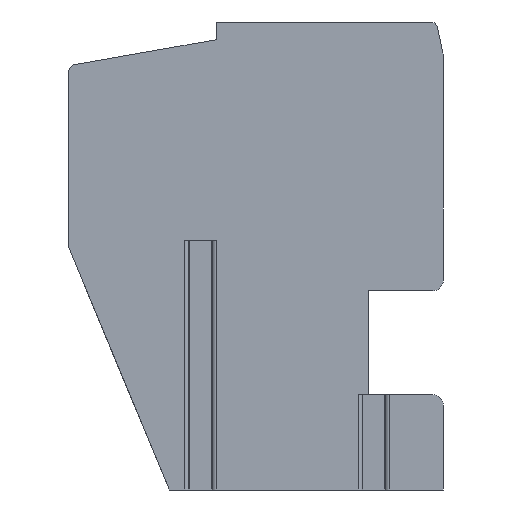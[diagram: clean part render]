
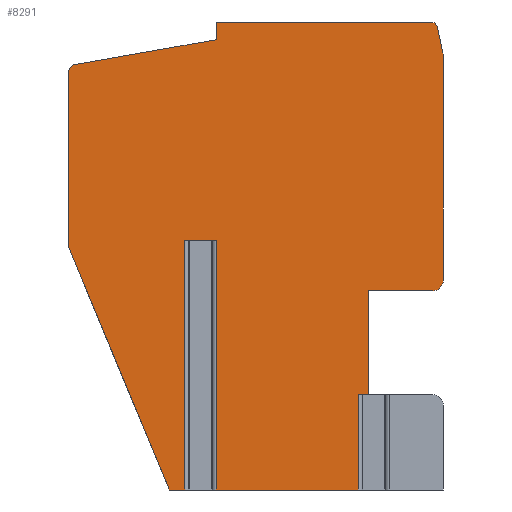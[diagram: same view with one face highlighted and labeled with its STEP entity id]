
A CAD part, left-side view. The second image highlights one B-rep face of the part: STEP entity #8291.
In plain terms, the highlighted planar face has unit normal (-1, 0, 0).
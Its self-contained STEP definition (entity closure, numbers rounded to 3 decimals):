
#18=DIRECTION('',(0.,0.,-1.));
#19=VECTOR('',#18,2.75);
#20=CARTESIAN_POINT('',(0.,-2.949,
-4.));
#21=LINE('',#20,#19);
#22=DIRECTION('',(0.,0.,-1.));
#23=VECTOR('',#22,7.2);
#24=CARTESIAN_POINT('',(0.,1.149,0.45));
#25=LINE('',#24,#23);
#26=DIRECTION('',(0.,1.,0.));
#27=VECTOR('',#26,0.901);
#28=CARTESIAN_POINT('',(0.,1.149,0.45));
#29=LINE('',#28,#27);
#30=DIRECTION('',(0.,0.,-1.));
#31=VECTOR('',#30,7.2);
#32=CARTESIAN_POINT('',(0.,2.05,0.45));
#33=LINE('',#32,#31);
#34=DIRECTION('',(0.,-0.383,-0.924));
#35=VECTOR('',#34,7.577);
#36=CARTESIAN_POINT('',(0.,5.4,0.25));
#37=LINE('',#36,#35);
#38=DIRECTION('',(0.,0.,1.));
#39=VECTOR('',#38,5.072);
#40=CARTESIAN_POINT('',(0.,5.4,0.25));
#41=LINE('',#40,#39);
#42=CARTESIAN_POINT('',(0.,5.2,5.322));
#43=DIRECTION('',(1.,0.,0.));
#44=DIRECTION('',(0.,1.,0.));
#45=AXIS2_PLACEMENT_3D('',#42,#43,#44);
#47=DIRECTION('',(0.,-0.985,0.174));
#48=VECTOR('',#47,4.148);
#49=CARTESIAN_POINT('',(0.,5.235,5.519));
#50=LINE('',#49,#48);
#51=DIRECTION('',(0.,0.,1.));
#52=VECTOR('',#51,0.511);
#53=CARTESIAN_POINT('',(0.,1.15,6.239));
#54=LINE('',#53,#52);
#55=DIRECTION('',(0.,-1.,0.));
#56=VECTOR('',#55,6.188);
#57=CARTESIAN_POINT('',(0.,1.15,6.75));
#58=LINE('',#57,#56);
#59=CARTESIAN_POINT('',(0.,-5.038,6.55));
#60=DIRECTION('',(1.,0.,0.));
#61=DIRECTION('',(0.,0.,1.));
#62=AXIS2_PLACEMENT_3D('',#59,#60,#61);
#64=DIRECTION('',(0.,-0.208,-0.978));
#65=VECTOR('',#64,0.747);
#66=CARTESIAN_POINT('',(0.,-5.234,6.592));
#67=LINE('',#66,#65);
#68=CARTESIAN_POINT('',(0.,-4.9,5.757));
#69=DIRECTION('',(1.,0.,0.));
#70=DIRECTION('',(0.,-0.978,0.208));
#71=AXIS2_PLACEMENT_3D('',#68,#69,#70);
#73=DIRECTION('',(0.,0.,-1.));
#74=VECTOR('',#73,6.457);
#75=CARTESIAN_POINT('',(0.,-5.4,5.757));
#76=LINE('',#75,#74);
#77=CARTESIAN_POINT('',(0.,-5.1,-0.7));
#78=DIRECTION('',(1.,0.,0.));
#79=DIRECTION('',(0.,-1.,0.));
#80=AXIS2_PLACEMENT_3D('',#77,#78,#79);
#82=DIRECTION('',(0.,1.,0.));
#83=VECTOR('',#82,1.85);
#84=CARTESIAN_POINT('',(0.,-5.1,-1.));
#85=LINE('',#84,#83);
#86=DIRECTION('',(0.,0.,-1.));
#87=VECTOR('',#86,3.);
#88=CARTESIAN_POINT('',(0.,-3.25,-1.));
#89=LINE('',#88,#87);
#90=DIRECTION('',(0.,-1.,0.));
#91=VECTOR('',#90,0.301);
#92=CARTESIAN_POINT('',(0.,-2.949,
-4.));
#93=LINE('',#92,#91);
#279=DIRECTION('',(0.,-1.,0.));
#280=VECTOR('',#279,0.45);
#281=CARTESIAN_POINT('',(0.,2.5,-6.75));
#282=LINE('',#281,#280);
#315=DIRECTION('',(0.,-1.,0.));
#316=VECTOR('',#315,4.099);
#317=CARTESIAN_POINT('',(0.,1.149,
-6.75));
#318=LINE('',#317,#316);
#6367=CARTESIAN_POINT('',(0.,5.4,5.322));
#6368=CARTESIAN_POINT('',(0.,5.235,5.519));
#6369=VERTEX_POINT('',#6367);
#6370=VERTEX_POINT('',#6368);
#6371=CARTESIAN_POINT('',(0.,1.15,6.239));
#6372=VERTEX_POINT('',#6371);
#6373=CARTESIAN_POINT('',(0.,1.15,6.75));
#6374=VERTEX_POINT('',#6373);
#6375=CARTESIAN_POINT('',(0.,-5.038,6.75));
#6376=VERTEX_POINT('',#6375);
#6377=CARTESIAN_POINT('',(0.,-5.234,6.592));
#6378=VERTEX_POINT('',#6377);
#6379=CARTESIAN_POINT('',(0.,-5.389,5.86));
#6380=VERTEX_POINT('',#6379);
#6381=CARTESIAN_POINT('',(0.,-5.4,5.757));
#6382=VERTEX_POINT('',#6381);
#6383=CARTESIAN_POINT('',(0.,-5.4,-0.7));
#6384=VERTEX_POINT('',#6383);
#6385=CARTESIAN_POINT('',(0.,-5.1,-1.));
#6386=VERTEX_POINT('',#6385);
#6387=CARTESIAN_POINT('',(0.,-3.25,-1.));
#6388=VERTEX_POINT('',#6387);
#7529=CARTESIAN_POINT('',(0.,5.4,0.25));
#7530=VERTEX_POINT('',#7529);
#7561=CARTESIAN_POINT('',(0.,1.149,
0.45));
#7562=CARTESIAN_POINT('',(0.,2.05,
0.45));
#7563=VERTEX_POINT('',#7561);
#7564=VERTEX_POINT('',#7562);
#7565=CARTESIAN_POINT('',(0.,1.149,
-6.75));
#7566=VERTEX_POINT('',#7565);
#7567=CARTESIAN_POINT('',(0.,2.05,
-6.75));
#7568=VERTEX_POINT('',#7567);
#7581=CARTESIAN_POINT('',(0.,2.5,-6.75));
#7582=VERTEX_POINT('',#7581);
#7593=CARTESIAN_POINT('',(0.,-2.949,
-4.));
#7594=CARTESIAN_POINT('',(0.,-2.949,
-6.75));
#7595=VERTEX_POINT('',#7593);
#7596=VERTEX_POINT('',#7594);
#7597=CARTESIAN_POINT('',(0.,-3.25,-4.));
#7598=VERTEX_POINT('',#7597);
#8244=CARTESIAN_POINT('',(0.,0.,0.));
#8245=DIRECTION('',(1.,0.,0.));
#8246=DIRECTION('',(0.,0.,-1.));
#8247=AXIS2_PLACEMENT_3D('',#8244,#8245,#8246);
#8248=PLANE('',#8247);
#8250=ORIENTED_EDGE('',*,*,#8249,.T.);
#8252=ORIENTED_EDGE('',*,*,#8251,.F.);
#8254=ORIENTED_EDGE('',*,*,#8253,.F.);
#8256=ORIENTED_EDGE('',*,*,#8255,.T.);
#8258=ORIENTED_EDGE('',*,*,#8257,.T.);
#8260=ORIENTED_EDGE('',*,*,#8259,.F.);
#8262=ORIENTED_EDGE('',*,*,#8261,.F.);
#8264=ORIENTED_EDGE('',*,*,#8263,.T.);
#8266=ORIENTED_EDGE('',*,*,#8265,.T.);
#8268=ORIENTED_EDGE('',*,*,#8267,.T.);
#8270=ORIENTED_EDGE('',*,*,#8269,.T.);
#8272=ORIENTED_EDGE('',*,*,#8271,.T.);
#8274=ORIENTED_EDGE('',*,*,#8273,.T.);
#8276=ORIENTED_EDGE('',*,*,#8275,.T.);
#8278=ORIENTED_EDGE('',*,*,#8277,.T.);
#8280=ORIENTED_EDGE('',*,*,#8279,.T.);
#8282=ORIENTED_EDGE('',*,*,#8281,.T.);
#8284=ORIENTED_EDGE('',*,*,#8283,.T.);
#8286=ORIENTED_EDGE('',*,*,#8285,.T.);
#8288=ORIENTED_EDGE('',*,*,#8287,.F.);
#8289=EDGE_LOOP('',(#8250,#8252,#8254,#8256,#8258,#8260,#8262,#8264,#8266,#8268,
#8270,#8272,#8274,#8276,#8278,#8280,#8282,#8284,#8286,#8288));
#8290=FACE_OUTER_BOUND('',#8289,.F.);
#8291=ADVANCED_FACE('',(#8290),#8248,.F.);
#46=CIRCLE('',#45,0.2);
#63=CIRCLE('',#62,0.2);
#72=CIRCLE('',#71,0.5);
#81=CIRCLE('',#80,0.3);
#8249=EDGE_CURVE('',#7595,#7596,#21,.T.);
#8251=EDGE_CURVE('',#7566,#7596,#318,.T.);
#8253=EDGE_CURVE('',#7563,#7566,#25,.T.);
#8255=EDGE_CURVE('',#7563,#7564,#29,.T.);
#8257=EDGE_CURVE('',#7564,#7568,#33,.T.);
#8259=EDGE_CURVE('',#7582,#7568,#282,.T.);
#8261=EDGE_CURVE('',#7530,#7582,#37,.T.);
#8263=EDGE_CURVE('',#7530,#6369,#41,.T.);
#8265=EDGE_CURVE('',#6369,#6370,#46,.T.);
#8267=EDGE_CURVE('',#6370,#6372,#50,.T.);
#8269=EDGE_CURVE('',#6372,#6374,#54,.T.);
#8271=EDGE_CURVE('',#6374,#6376,#58,.T.);
#8273=EDGE_CURVE('',#6376,#6378,#63,.T.);
#8275=EDGE_CURVE('',#6378,#6380,#67,.T.);
#8277=EDGE_CURVE('',#6380,#6382,#72,.T.);
#8279=EDGE_CURVE('',#6382,#6384,#76,.T.);
#8281=EDGE_CURVE('',#6384,#6386,#81,.T.);
#8283=EDGE_CURVE('',#6386,#6388,#85,.T.);
#8285=EDGE_CURVE('',#6388,#7598,#89,.T.);
#8287=EDGE_CURVE('',#7595,#7598,#93,.T.);
